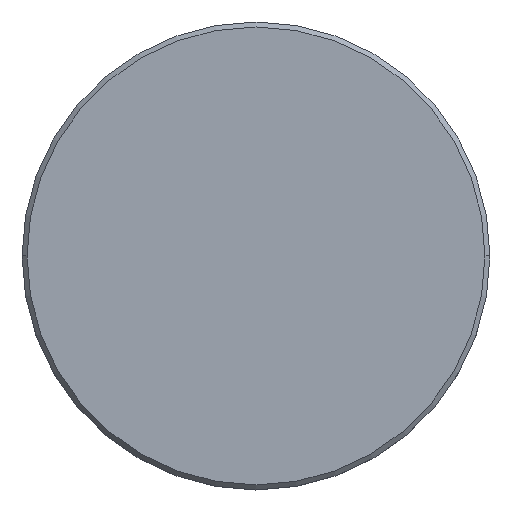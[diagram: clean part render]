
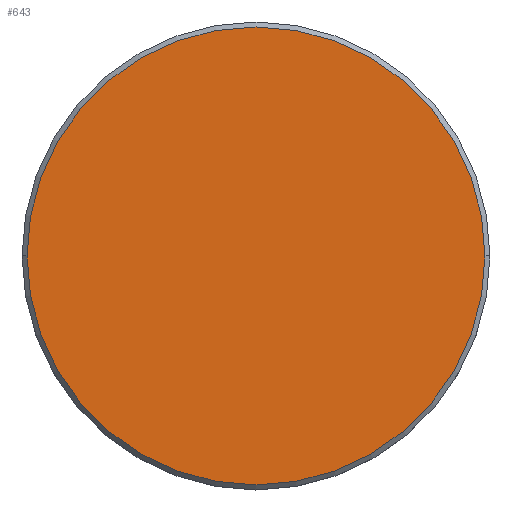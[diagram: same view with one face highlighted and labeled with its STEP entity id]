
A CAD part, top view. The second image highlights one B-rep face of the part: STEP entity #643.
In plain terms, the highlighted planar face has unit normal (0, 0, 1).
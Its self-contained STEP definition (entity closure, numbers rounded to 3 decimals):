
#4 = CARTESIAN_POINT ( 'NONE',  ( 0., 0., 0. ) ) ;
#66 = DIRECTION ( 'NONE',  ( 0., 0., 1. ) ) ;
#92 = DIRECTION ( 'NONE',  ( 0., 0., 1. ) ) ;
#124 = DIRECTION ( 'NONE',  ( 1., 0., 0. ) ) ;
#180 = ORIENTED_EDGE ( 'NONE', *, *, #335, .T. ) ;
#233 = DIRECTION ( 'NONE',  ( 1., 0., 0. ) ) ;
#335 = EDGE_CURVE ( 'NONE', #955, #979, #569, .T. ) ;
#390 = FACE_OUTER_BOUND ( 'NONE', #910, .T. ) ;
#397 = PLANE ( 'NONE',  #632 ) ;
#447 = ORIENTED_EDGE ( 'NONE', *, *, #519, .T. ) ;
#493 = AXIS2_PLACEMENT_3D ( 'NONE', #4, #92, #621 ) ;
#519 = EDGE_CURVE ( 'NONE', #979, #955, #761, .T. ) ;
#569 = CIRCLE ( 'NONE', #999, 23. ) ;
#621 = DIRECTION ( 'NONE',  ( 1., 0., 0. ) ) ;
#632 = AXIS2_PLACEMENT_3D ( 'NONE', #1026, #741, #124 ) ;
#643 = ADVANCED_FACE ( 'NONE', ( #390 ), #397, .T. ) ;
#728 = CARTESIAN_POINT ( 'NONE',  ( 23., 0., 0. ) ) ;
#741 = DIRECTION ( 'NONE',  ( 0., 0., 1. ) ) ;
#761 = CIRCLE ( 'NONE', #493, 23. ) ;
#796 = CARTESIAN_POINT ( 'NONE',  ( 0., 0., 0. ) ) ;
#895 = CARTESIAN_POINT ( 'NONE',  ( -23., 0., 0. ) ) ;
#910 = EDGE_LOOP ( 'NONE', ( #447, #180 ) ) ;
#955 = VERTEX_POINT ( 'NONE', #728 ) ;
#979 = VERTEX_POINT ( 'NONE', #895 ) ;
#999 = AXIS2_PLACEMENT_3D ( 'NONE', #796, #66, #233 ) ;
#1026 = CARTESIAN_POINT ( 'NONE',  ( 0., 0., 0. ) ) ;
